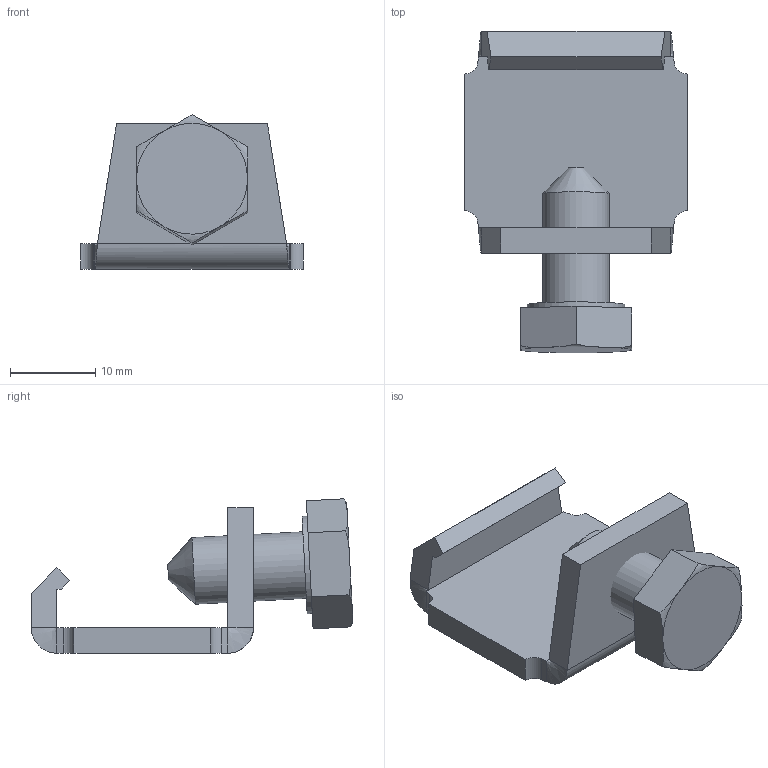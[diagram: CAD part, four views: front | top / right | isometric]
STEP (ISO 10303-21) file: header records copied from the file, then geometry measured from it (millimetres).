
FILE_DESCRIPTION(/* description */ (''),/* implementation_level */ '2;1');
FILE_NAME(/* name */ 'METU_A01A-2086_M2.stp',/* time_stamp */ '2019-02-22T08:48:50+01:00',/* author */ (''),/* organization */ (''),/* preprocessor_version */ 'ST-DEVELOPER v11',/* originating_system */ 'SIEMENS UGS NX 6.0',/* authorisation */ '');
FILE_SCHEMA (('CONFIG_CONTROL_DESIGN'));
Length unit declared in the file: millimetre
Products named in the file (1): gars87FCbevk
Bounding box: 26 x 37.62 x 18.07 mm (x, y, z)
Volume: 4399 mm3; surface area: 3326.9 mm2
Topology: 2 solids, 2 shells, 51 faces, 116 edges, 71 vertices
Faces by surface type: plane 31, cylinder 11, torus 4, bspline 4, cone 1
Full cylindrical faces by diameter (mm): 6.8 x1, 7.8 x1, 11.4 x1
Entity records: 1695 total; most frequent: CARTESIAN_POINT 513, ORIENTED_EDGE 224, DIRECTION 209, EDGE_CURVE 112, LINE 75, VECTOR 75, VERTEX_POINT 71, AXIS2_PLACEMENT_3D 67
